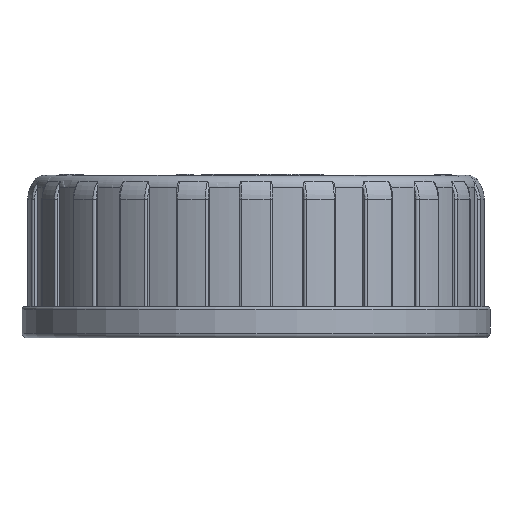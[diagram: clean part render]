
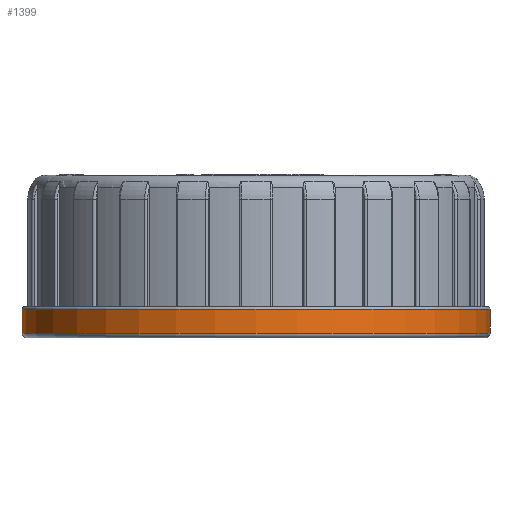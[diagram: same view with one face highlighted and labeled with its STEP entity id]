
A CAD part, front view. The second image highlights one B-rep face of the part: STEP entity #1399.
In plain terms, the highlighted cylindrical face has radius 48.95 mm (diameter 97.9 mm), a full revolution.
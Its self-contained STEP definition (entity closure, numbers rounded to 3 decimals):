
#101=CYLINDRICAL_SURFACE('',#20191,48.95);
#1399=ADVANCED_FACE('',(#5615,#5616),#101,.T.);
#3403=CIRCLE('',#20181,48.95);
#3408=CIRCLE('',#20189,48.95);
#5615=FACE_BOUND('',#5788,.T.);
#5616=FACE_BOUND('',#5789,.T.);
#5788=EDGE_LOOP('',(#7903));
#5789=EDGE_LOOP('',(#7904));
#7903=ORIENTED_EDGE('',*,*,#15968,.T.);
#7904=ORIENTED_EDGE('',*,*,#15979,.T.);
#13814=VERTEX_POINT('',#30586);
#13822=VERTEX_POINT('',#33788);
#15968=EDGE_CURVE('',#13814,#13814,#3403,.T.);
#15979=EDGE_CURVE('',#13822,#13822,#3408,.T.);
#20181=AXIS2_PLACEMENT_3D('',#30585,#21726,#21727);
#20189=AXIS2_PLACEMENT_3D('',#33787,#21742,#21743);
#20191=AXIS2_PLACEMENT_3D('',#33790,#21746,#21747);
#21726=DIRECTION('',(0.,0.,1.));
#21727=DIRECTION('',(-1.,0.,0.));
#21742=DIRECTION('',(0.,0.,-1.));
#21743=DIRECTION('',(-1.,0.,0.));
#21746=DIRECTION('',(0.,0.,1.));
#21747=DIRECTION('',(1.,0.,0.));
#30585=CARTESIAN_POINT('',(-110.,0.,-2.2));
#30586=CARTESIAN_POINT('',(-158.95,0.,-2.2));
#33787=CARTESIAN_POINT('',(-110.,0.,2.8));
#33788=CARTESIAN_POINT('',(-158.95,0.,2.8));
#33790=CARTESIAN_POINT('',(-110.,0.,-3.2));
